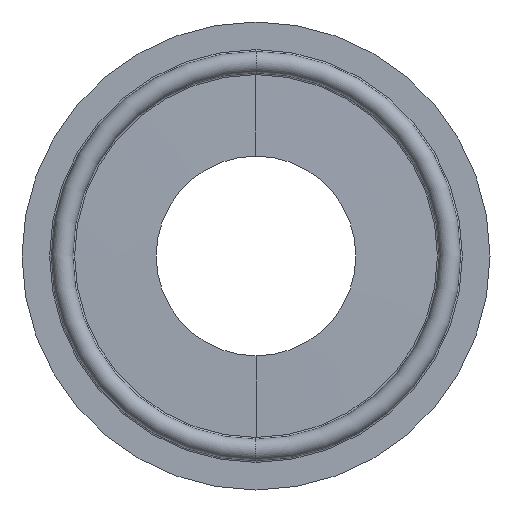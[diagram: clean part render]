
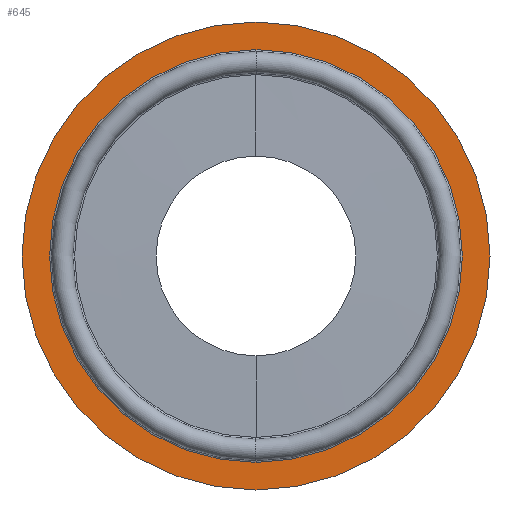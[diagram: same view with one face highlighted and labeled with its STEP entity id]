
A CAD part, left-side view. The second image highlights one B-rep face of the part: STEP entity #645.
In plain terms, the highlighted planar face has unit normal (-1, 0, 0).
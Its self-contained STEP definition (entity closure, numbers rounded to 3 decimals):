
#9 = CIRCLE ( 'NONE', #868, 26.25 ) ;
#17 = VERTEX_POINT ( 'NONE', #388 ) ;
#40 = DIRECTION ( 'NONE',  ( 1., 0., 0. ) ) ;
#53 = DIRECTION ( 'NONE',  ( 0., 0., 1. ) ) ;
#76 = AXIS2_PLACEMENT_3D ( 'NONE', #518, #40, #879 ) ;
#81 = CARTESIAN_POINT ( 'NONE',  ( -0.9, 22.95, 0. ) ) ;
#98 = DIRECTION ( 'NONE',  ( 0., 0., 1. ) ) ;
#135 = CARTESIAN_POINT ( 'NONE',  ( -0.9, 0., 0. ) ) ;
#175 = CARTESIAN_POINT ( 'NONE',  ( -0.9, 0., 0. ) ) ;
#215 = ORIENTED_EDGE ( 'NONE', *, *, #290, .T. ) ;
#216 = ORIENTED_EDGE ( 'NONE', *, *, #711, .T. ) ;
#273 = DIRECTION ( 'NONE',  ( 1., 0., 0. ) ) ;
#290 = EDGE_CURVE ( 'NONE', #728, #382, #850, .T. ) ;
#348 = EDGE_LOOP ( 'NONE', ( #215, #415 ) ) ;
#368 = FACE_BOUND ( 'NONE', #348, .T. ) ;
#376 = CARTESIAN_POINT ( 'NONE',  ( -0.9, 0., -23.15 ) ) ;
#382 = VERTEX_POINT ( 'NONE', #770 ) ;
#388 = CARTESIAN_POINT ( 'NONE',  ( -0.9, 0., 26.25 ) ) ;
#403 = AXIS2_PLACEMENT_3D ( 'NONE', #81, #437, #713 ) ;
#407 = EDGE_LOOP ( 'NONE', ( #767, #216 ) ) ;
#415 = ORIENTED_EDGE ( 'NONE', *, *, #662, .T. ) ;
#437 = DIRECTION ( 'NONE',  ( 1., 0., 0. ) ) ;
#459 = AXIS2_PLACEMENT_3D ( 'NONE', #893, #273, #764 ) ;
#504 = FACE_OUTER_BOUND ( 'NONE', #407, .T. ) ;
#518 = CARTESIAN_POINT ( 'NONE',  ( -0.9, 0., 0. ) ) ;
#539 = EDGE_CURVE ( 'NONE', #17, #644, #882, .T. ) ;
#621 = DIRECTION ( 'NONE',  ( -1., 0., 0. ) ) ;
#638 = CIRCLE ( 'NONE', #76, 23.15 ) ;
#644 = VERTEX_POINT ( 'NONE', #709 ) ;
#645 = ADVANCED_FACE ( 'NONE', ( #368, #504 ), #779, .F. ) ;
#662 = EDGE_CURVE ( 'NONE', #382, #728, #638, .T. ) ;
#709 = CARTESIAN_POINT ( 'NONE',  ( -0.9, 0., -26.25 ) ) ;
#711 = EDGE_CURVE ( 'NONE', #644, #17, #9, .T. ) ;
#713 = DIRECTION ( 'NONE',  ( 0., 0., -1. ) ) ;
#728 = VERTEX_POINT ( 'NONE', #376 ) ;
#764 = DIRECTION ( 'NONE',  ( 0., 0., -1. ) ) ;
#767 = ORIENTED_EDGE ( 'NONE', *, *, #539, .T. ) ;
#770 = CARTESIAN_POINT ( 'NONE',  ( -0.9, 0., 23.15 ) ) ;
#779 = PLANE ( 'NONE',  #403 ) ;
#781 = AXIS2_PLACEMENT_3D ( 'NONE', #135, #621, #53 ) ;
#850 = CIRCLE ( 'NONE', #459, 23.15 ) ;
#862 = DIRECTION ( 'NONE',  ( -1., 0., 0. ) ) ;
#868 = AXIS2_PLACEMENT_3D ( 'NONE', #175, #862, #98 ) ;
#879 = DIRECTION ( 'NONE',  ( 0., 0., -1. ) ) ;
#882 = CIRCLE ( 'NONE', #781, 26.25 ) ;
#893 = CARTESIAN_POINT ( 'NONE',  ( -0.9, 0., 0. ) ) ;
